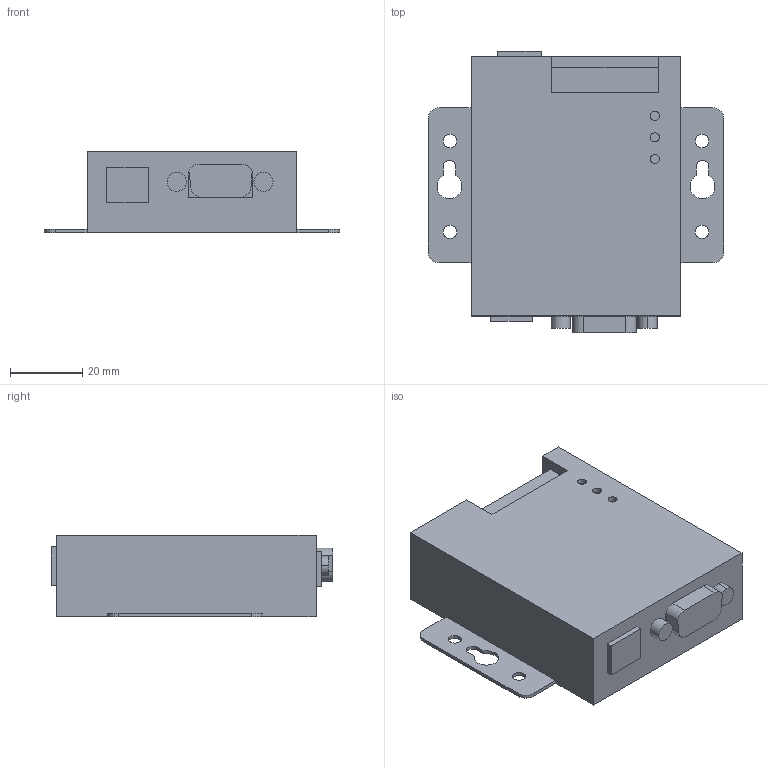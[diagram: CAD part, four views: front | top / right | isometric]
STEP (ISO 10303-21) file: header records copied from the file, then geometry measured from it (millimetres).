
FILE_DESCRIPTION (( 'STEP AP214' ), '1' );
FILE_NAME ('STP-USB485-4W.STEP', '2018-03-12T23:17:50', ( '' ), ( '' ), 'SwSTEP 2.0', 'SolidWorks 2017', '' );
FILE_SCHEMA (( 'AUTOMOTIVE_DESIGN' ));
Length unit declared in the file: centimetre
Products named in the file (1): STP-USB485-4W
Bounding box: 82.02 x 78.3 x 22.6 mm (x, y, z)
Volume: 95156.9 mm3; surface area: 17526.7 mm2
Topology: 1 solids, 1 shells, 87 faces, 228 edges, 152 vertices
Faces by surface type: plane 53, cylinder 34
Entity records: 3126 total; most frequent: CARTESIAN_POINT 474, DIRECTION 472, ORIENTED_EDGE 456, EDGE_CURVE 228, AXIS2_PLACEMENT_3D 158, VECTOR 156, LINE 156, VERTEX_POINT 152
